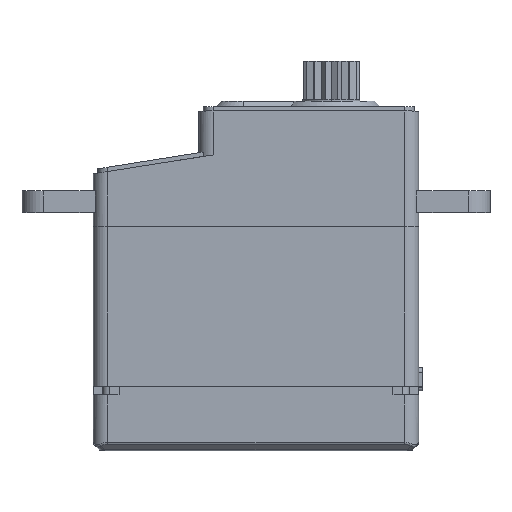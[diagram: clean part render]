
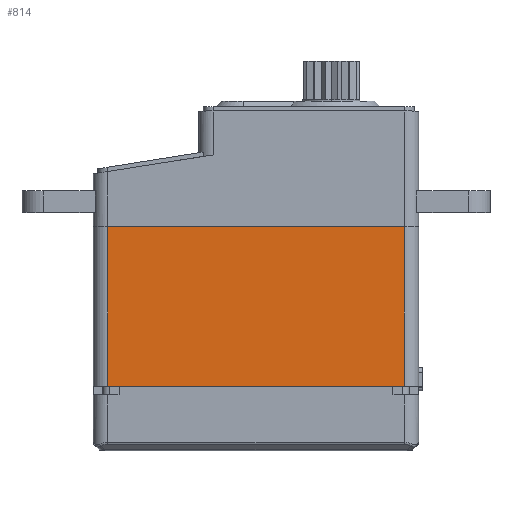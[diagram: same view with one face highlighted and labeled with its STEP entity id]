
A CAD part, top view. The second image highlights one B-rep face of the part: STEP entity #814.
In plain terms, the highlighted planar face has unit normal (0, 0, 1).
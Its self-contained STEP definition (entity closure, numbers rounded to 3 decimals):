
#168=DIRECTION('',(1.,0.,0.));
#169=VECTOR('',#168,20.8);
#170=CARTESIAN_POINT('',(-10.4,-11.2,5.7));
#171=LINE('',#170,#169);
#404=DIRECTION('',(0.,-1.,0.));
#405=VECTOR('',#404,11.2);
#406=CARTESIAN_POINT('',(10.4,0.,5.7));
#407=LINE('',#406,#405);
#411=DIRECTION('',(0.,-1.,0.));
#412=VECTOR('',#411,11.2);
#413=CARTESIAN_POINT('',(-10.4,0.,5.7));
#414=LINE('',#413,#412);
#454=DIRECTION('',(1.,0.,0.));
#455=VECTOR('',#454,20.8);
#456=CARTESIAN_POINT('',(-10.4,0.,5.7));
#457=LINE('',#456,#455);
#507=CARTESIAN_POINT('',(10.4,-11.2,5.7));
#509=VERTEX_POINT('',#507);
#510=CARTESIAN_POINT('',(10.4,0.,5.7));
#511=VERTEX_POINT('',#510);
#530=CARTESIAN_POINT('',(-10.4,-11.2,5.7));
#532=VERTEX_POINT('',#530);
#536=CARTESIAN_POINT('',(-10.4,0.,5.7));
#537=VERTEX_POINT('',#536);
#801=CARTESIAN_POINT('',(-11.4,0.,5.7));
#802=DIRECTION('',(0.,0.,1.));
#803=DIRECTION('',(1.,0.,0.));
#804=AXIS2_PLACEMENT_3D('',#801,#802,#803);
#805=PLANE('',#804);
#806=ORIENTED_EDGE('',*,*,#793,.T.);
#807=ORIENTED_EDGE('',*,*,#605,.F.);
#809=ORIENTED_EDGE('',*,*,#808,.F.);
#811=ORIENTED_EDGE('',*,*,#810,.T.);
#812=EDGE_LOOP('',(#806,#807,#809,#811));
#813=FACE_OUTER_BOUND('',#812,.F.);
#814=ADVANCED_FACE('',(#813),#805,.T.);
#605=EDGE_CURVE('',#532,#509,#171,.T.);
#793=EDGE_CURVE('',#511,#509,#407,.T.);
#808=EDGE_CURVE('',#537,#532,#414,.T.);
#810=EDGE_CURVE('',#537,#511,#457,.T.);
